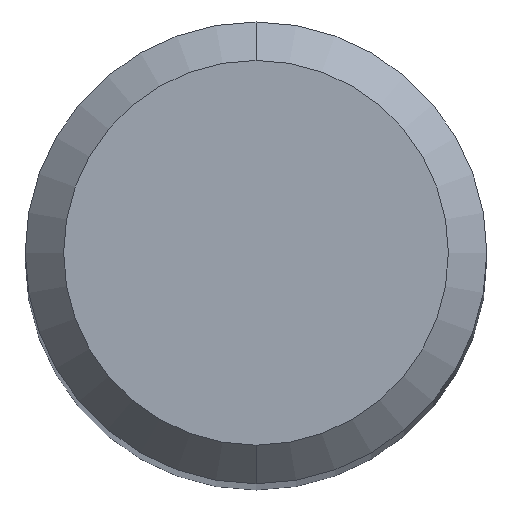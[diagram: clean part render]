
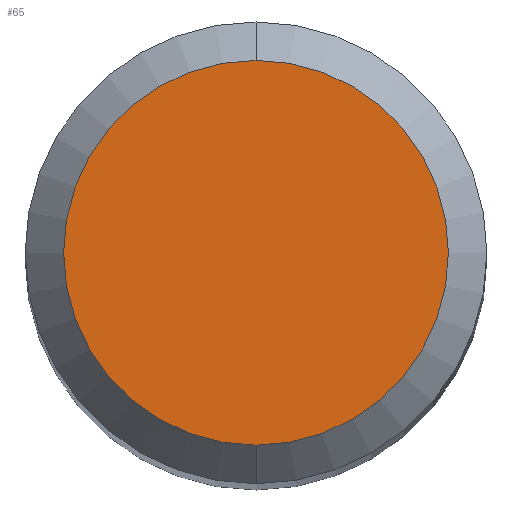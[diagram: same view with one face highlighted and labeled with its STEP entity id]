
A CAD part, top view. The second image highlights one B-rep face of the part: STEP entity #65.
In plain terms, the highlighted planar face has unit normal (0, 0, 1).
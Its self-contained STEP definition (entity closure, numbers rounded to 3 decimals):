
#50=PLANE('',#355);
#65=ADVANCED_FACE('',(#86),#50,.F.);
#86=FACE_OUTER_BOUND('',#101,.T.);
#101=EDGE_LOOP('',(#152,#153));
#152=ORIENTED_EDGE('',*,*,#194,.F.);
#153=ORIENTED_EDGE('',*,*,#192,.F.);
#167=VERTEX_POINT('',#519);
#168=VERTEX_POINT('',#521);
#192=EDGE_CURVE('',#167,#168,#210,.T.);
#194=EDGE_CURVE('',#168,#167,#211,.T.);
#210=CIRCLE('',#351,2.5);
#211=CIRCLE('',#353,2.5);
#351=AXIS2_PLACEMENT_3D('',#520,#444,#445);
#353=AXIS2_PLACEMENT_3D('',#524,#449,#450);
#355=AXIS2_PLACEMENT_3D('',#526,#453,#454);
#444=DIRECTION('',(0.,0.,-1.));
#445=DIRECTION('',(0.,-1.,0.));
#449=DIRECTION('',(0.,0.,-1.));
#450=DIRECTION('',(0.,1.,0.));
#453=DIRECTION('',(0.,0.,-1.));
#454=DIRECTION('',(0.,1.,0.));
#519=CARTESIAN_POINT('',(0.,-2.5,60.));
#520=CARTESIAN_POINT('',(0.,0.,60.));
#521=CARTESIAN_POINT('',(0.,2.5,60.));
#524=CARTESIAN_POINT('',(0.,0.,60.));
#526=CARTESIAN_POINT('',(0.,0.,60.));
